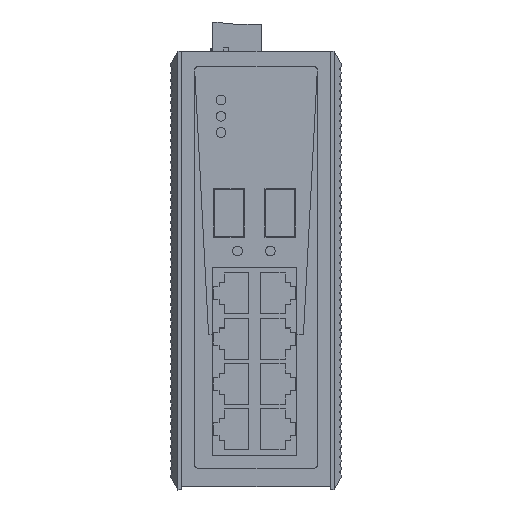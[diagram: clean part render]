
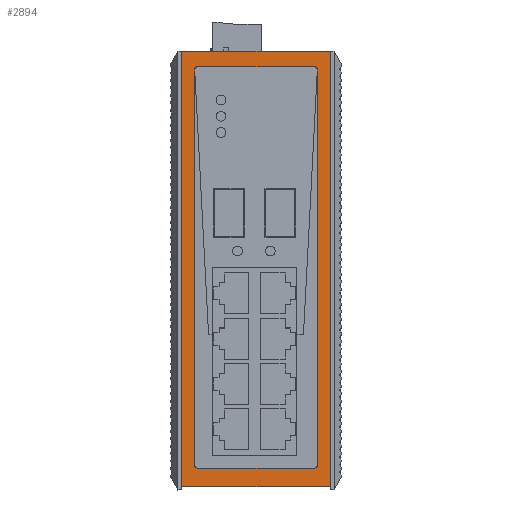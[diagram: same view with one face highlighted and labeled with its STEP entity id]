
A CAD part, top view. The second image highlights one B-rep face of the part: STEP entity #2894.
In plain terms, the highlighted planar face has unit normal (0, 0, 1).
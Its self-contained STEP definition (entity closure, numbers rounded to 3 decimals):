
#2789=AXIS2_PLACEMENT_3D('Plane Axis2P3D',#2786,#2787,#2788) ;
#2813=AXIS2_PLACEMENT_3D('Circle Axis2P3D',#2811,#2812,$) ;
#2827=AXIS2_PLACEMENT_3D('Circle Axis2P3D',#2825,#2826,$) ;
#498=CARTESIAN_POINT('Vertex',(3.527,1.,113.8)) ;
#512=CARTESIAN_POINT('Vertex',(49.327,1.,113.8)) ;
#515=CARTESIAN_POINT('Line Origine',(26.427,1.,113.8)) ;
#2715=CARTESIAN_POINT('Vertex',(3.527,135.,113.8)) ;
#2723=CARTESIAN_POINT('Line Origine',(3.527,68.,113.8)) ;
#2770=CARTESIAN_POINT('Vertex',(49.327,135.,113.8)) ;
#2773=CARTESIAN_POINT('Line Origine',(49.327,68.,113.8)) ;
#2786=CARTESIAN_POINT('Axis2P3D Location',(0.027,1.,113.8)) ;
#2791=CARTESIAN_POINT('Line Origine',(26.427,135.,113.8)) ;
#2802=CARTESIAN_POINT('Line Origine',(45.327,68.,113.8)) ;
#2806=CARTESIAN_POINT('Vertex',(45.327,7.56,113.8)) ;
#2808=CARTESIAN_POINT('Vertex',(45.327,128.44,113.8)) ;
#2811=CARTESIAN_POINT('Axis2P3D Location',(44.327,7.56,113.8)) ;
#2815=CARTESIAN_POINT('Vertex',(44.327,6.56,113.8)) ;
#2818=CARTESIAN_POINT('Line Origine',(26.427,6.56,113.8)) ;
#2822=CARTESIAN_POINT('Vertex',(8.527,6.56,113.8)) ;
#2825=CARTESIAN_POINT('Axis2P3D Location',(8.527,7.56,113.8)) ;
#2829=CARTESIAN_POINT('Vertex',(7.527,7.56,113.8)) ;
#2832=CARTESIAN_POINT('Line Origine',(7.527,68.,113.8)) ;
#2836=CARTESIAN_POINT('Vertex',(7.527,128.44,113.8)) ;
#2840=CARTESIAN_POINT('Control Point',(7.527,128.44,113.8)) ;
#2841=CARTESIAN_POINT('Control Point',(7.527,128.66,113.8)) ;
#2842=CARTESIAN_POINT('Control Point',(7.527,128.88,113.8)) ;
#2843=CARTESIAN_POINT('Control Point',(7.527,129.1,113.8)) ;
#2844=CARTESIAN_POINT('Control Point',(7.527,129.32,113.8)) ;
#2845=CARTESIAN_POINT('Vertex',(7.527,129.32,113.8)) ;
#2849=CARTESIAN_POINT('Control Point',(7.527,129.32,113.8)) ;
#2850=CARTESIAN_POINT('Control Point',(7.527,129.713,113.8)) ;
#2851=CARTESIAN_POINT('Control Point',(7.737,130.11,113.8)) ;
#2852=CARTESIAN_POINT('Control Point',(8.134,130.32,113.8)) ;
#2853=CARTESIAN_POINT('Control Point',(8.527,130.32,113.8)) ;
#2854=CARTESIAN_POINT('Vertex',(8.527,130.32,113.8)) ;
#2858=CARTESIAN_POINT('Control Point',(8.527,130.32,113.8)) ;
#2859=CARTESIAN_POINT('Control Point',(17.477,130.32,113.8)) ;
#2860=CARTESIAN_POINT('Control Point',(26.427,130.32,113.8)) ;
#2861=CARTESIAN_POINT('Control Point',(35.377,130.32,113.8)) ;
#2862=CARTESIAN_POINT('Control Point',(44.327,130.32,113.8)) ;
#2863=CARTESIAN_POINT('Vertex',(44.327,130.32,113.8)) ;
#2867=CARTESIAN_POINT('Control Point',(44.327,130.32,113.8)) ;
#2868=CARTESIAN_POINT('Control Point',(44.72,130.32,113.8)) ;
#2869=CARTESIAN_POINT('Control Point',(45.118,130.11,113.8)) ;
#2870=CARTESIAN_POINT('Control Point',(45.327,129.713,113.8)) ;
#2871=CARTESIAN_POINT('Control Point',(45.327,129.32,113.8)) ;
#2872=CARTESIAN_POINT('Vertex',(45.327,129.32,113.8)) ;
#2876=CARTESIAN_POINT('Control Point',(45.327,129.32,113.8)) ;
#2877=CARTESIAN_POINT('Control Point',(45.327,129.1,113.8)) ;
#2878=CARTESIAN_POINT('Control Point',(45.327,128.88,113.8)) ;
#2879=CARTESIAN_POINT('Control Point',(45.327,128.66,113.8)) ;
#2880=CARTESIAN_POINT('Control Point',(45.327,128.44,113.8)) ;
#516=DIRECTION('Vector Direction',(1.,0.,0.)) ;
#2724=DIRECTION('Vector Direction',(0.,-1.,0.)) ;
#2774=DIRECTION('Vector Direction',(0.,1.,0.)) ;
#2787=DIRECTION('Axis2P3D Direction',(0.,0.,1.)) ;
#2788=DIRECTION('Axis2P3D XDirection',(1.,0.,0.)) ;
#2792=DIRECTION('Vector Direction',(-1.,0.,0.)) ;
#2803=DIRECTION('Vector Direction',(0.,-1.,0.)) ;
#2812=DIRECTION('Axis2P3D Direction',(0.,0.,1.)) ;
#2819=DIRECTION('Vector Direction',(-1.,0.,0.)) ;
#2826=DIRECTION('Axis2P3D Direction',(0.,0.,1.)) ;
#2833=DIRECTION('Vector Direction',(0.,1.,0.)) ;
#517=VECTOR('Line Direction',#516,1.) ;
#2725=VECTOR('Line Direction',#2724,1.) ;
#2775=VECTOR('Line Direction',#2774,1.) ;
#2793=VECTOR('Line Direction',#2792,1.) ;
#2804=VECTOR('Line Direction',#2803,1.) ;
#2820=VECTOR('Line Direction',#2819,1.) ;
#2834=VECTOR('Line Direction',#2833,1.) ;
#2797=ORIENTED_EDGE('',*,*,#519,.T.) ;
#2798=ORIENTED_EDGE('',*,*,#2777,.T.) ;
#2799=ORIENTED_EDGE('',*,*,#2795,.T.) ;
#2800=ORIENTED_EDGE('',*,*,#2727,.T.) ;
#2883=ORIENTED_EDGE('',*,*,#2810,.F.) ;
#2884=ORIENTED_EDGE('',*,*,#2817,.T.) ;
#2885=ORIENTED_EDGE('',*,*,#2824,.F.) ;
#2886=ORIENTED_EDGE('',*,*,#2831,.T.) ;
#2887=ORIENTED_EDGE('',*,*,#2838,.F.) ;
#2888=ORIENTED_EDGE('',*,*,#2847,.F.) ;
#2889=ORIENTED_EDGE('',*,*,#2856,.F.) ;
#2890=ORIENTED_EDGE('',*,*,#2865,.T.) ;
#2891=ORIENTED_EDGE('',*,*,#2874,.F.) ;
#2892=ORIENTED_EDGE('',*,*,#2881,.F.) ;
#2893=FACE_BOUND('',#2882,.T.) ;
#2894=ADVANCED_FACE('SWITCH',(#2801,#2893),#2790,.T.) ;
#2839=B_SPLINE_CURVE_WITH_KNOTS('',4,(#2840,#2841,#2842,#2843,#2844),.UNSPECIFIED.,.F.,.U.,(5,5),(120.88,121.76),.UNSPECIFIED.) ;
#2848=B_SPLINE_CURVE_WITH_KNOTS('',4,(#2849,#2850,#2851,#2852,#2853),.UNSPECIFIED.,.F.,.U.,(5,5),(0.,1.685),.UNSPECIFIED.) ;
#2857=B_SPLINE_CURVE_WITH_KNOTS('',4,(#2858,#2859,#2860,#2861,#2862),.UNSPECIFIED.,.F.,.U.,(5,5),(0.,35.8),.UNSPECIFIED.) ;
#2866=B_SPLINE_CURVE_WITH_KNOTS('',4,(#2867,#2868,#2869,#2870,#2871),.UNSPECIFIED.,.F.,.U.,(5,5),(0.,1.685),.UNSPECIFIED.) ;
#2875=B_SPLINE_CURVE_WITH_KNOTS('',4,(#2876,#2877,#2878,#2879,#2880),.UNSPECIFIED.,.F.,.U.,(5,5),(0.,0.88),.UNSPECIFIED.) ;
#2814=CIRCLE('generated circle',#2813,1.) ;
#2828=CIRCLE('generated circle',#2827,1.) ;
#519=EDGE_CURVE('',#499,#513,#518,.T.) ;
#2727=EDGE_CURVE('',#2716,#499,#2726,.T.) ;
#2777=EDGE_CURVE('',#513,#2771,#2776,.T.) ;
#2795=EDGE_CURVE('',#2771,#2716,#2794,.T.) ;
#2810=EDGE_CURVE('',#2807,#2809,#2805,.F.) ;
#2817=EDGE_CURVE('',#2807,#2816,#2814,.F.) ;
#2824=EDGE_CURVE('',#2823,#2816,#2821,.F.) ;
#2831=EDGE_CURVE('',#2823,#2830,#2828,.F.) ;
#2838=EDGE_CURVE('',#2837,#2830,#2835,.F.) ;
#2847=EDGE_CURVE('',#2846,#2837,#2839,.F.) ;
#2856=EDGE_CURVE('',#2855,#2846,#2848,.F.) ;
#2865=EDGE_CURVE('',#2855,#2864,#2857,.T.) ;
#2874=EDGE_CURVE('',#2873,#2864,#2866,.F.) ;
#2881=EDGE_CURVE('',#2809,#2873,#2875,.F.) ;
#2796=EDGE_LOOP('',(#2797,#2798,#2799,#2800)) ;
#2882=EDGE_LOOP('',(#2883,#2884,#2885,#2886,#2887,#2888,#2889,#2890,#2891,#2892)) ;
#2801=FACE_OUTER_BOUND('',#2796,.T.) ;
#518=LINE('Line',#515,#517) ;
#2726=LINE('Line',#2723,#2725) ;
#2776=LINE('Line',#2773,#2775) ;
#2794=LINE('Line',#2791,#2793) ;
#2805=LINE('Line',#2802,#2804) ;
#2821=LINE('Line',#2818,#2820) ;
#2835=LINE('Line',#2832,#2834) ;
#2790=PLANE('',#2789) ;
#499=VERTEX_POINT('',#498) ;
#513=VERTEX_POINT('',#512) ;
#2716=VERTEX_POINT('',#2715) ;
#2771=VERTEX_POINT('',#2770) ;
#2807=VERTEX_POINT('',#2806) ;
#2809=VERTEX_POINT('',#2808) ;
#2816=VERTEX_POINT('',#2815) ;
#2823=VERTEX_POINT('',#2822) ;
#2830=VERTEX_POINT('',#2829) ;
#2837=VERTEX_POINT('',#2836) ;
#2846=VERTEX_POINT('',#2845) ;
#2855=VERTEX_POINT('',#2854) ;
#2864=VERTEX_POINT('',#2863) ;
#2873=VERTEX_POINT('',#2872) ;
